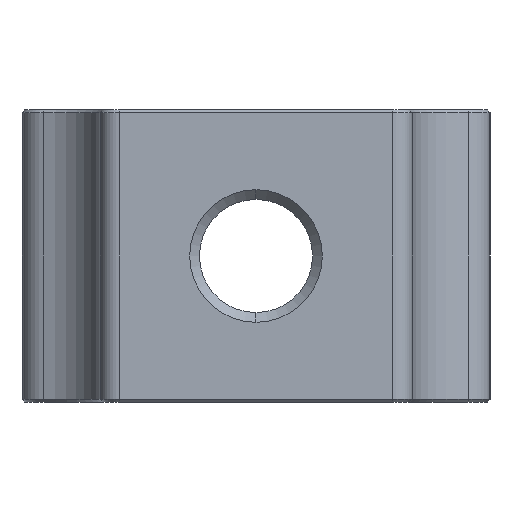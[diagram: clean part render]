
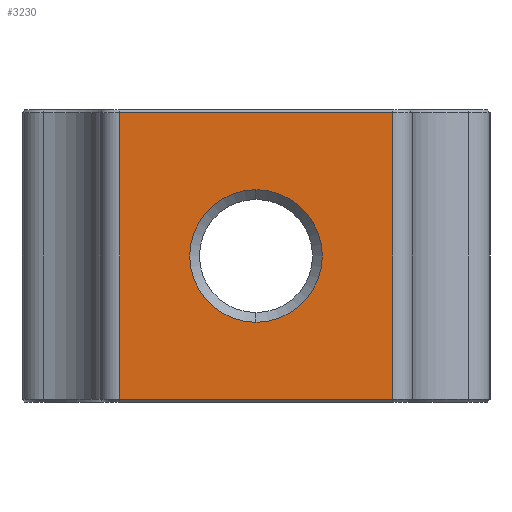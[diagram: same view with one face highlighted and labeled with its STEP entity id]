
A CAD part, left-side view. The second image highlights one B-rep face of the part: STEP entity #3230.
In plain terms, the highlighted planar face has unit normal (-1, 0, 0).
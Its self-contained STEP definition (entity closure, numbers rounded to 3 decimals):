
#85 = CARTESIAN_POINT ( 'NONE',  ( -48.5, 0., 0. ) ) ;
#91 = EDGE_CURVE ( 'NONE', #2068, #3072, #1205, .T. ) ;
#157 = VERTEX_POINT ( 'NONE', #5236 ) ;
#158 = EDGE_CURVE ( 'NONE', #3072, #4159, #1556, .T. ) ;
#227 = EDGE_CURVE ( 'NONE', #4159, #634, #2848, .T. ) ;
#278 = CARTESIAN_POINT ( 'NONE',  ( -48.5, 14., 14.7 ) ) ;
#380 = CARTESIAN_POINT ( 'NONE',  ( -48.5, 14., 14.7 ) ) ;
#381 = AXIS2_PLACEMENT_3D ( 'NONE', #85, #1727, #3374 ) ;
#634 = VERTEX_POINT ( 'NONE', #3548 ) ;
#794 = DIRECTION ( 'NONE',  ( 0., 0., 1. ) ) ;
#1031 = CARTESIAN_POINT ( 'NONE',  ( -48.5, 24., 15. ) ) ;
#1205 = LINE ( 'NONE', #2847, #4811 ) ;
#1316 = CIRCLE ( 'NONE', #381, 6.8 ) ;
#1381 = EDGE_CURVE ( 'NONE', #3343, #157, #1316, .T. ) ;
#1432 = AXIS2_PLACEMENT_3D ( 'NONE', #2416, #4056, #3861 ) ;
#1438 = ORIENTED_EDGE ( 'NONE', *, *, #91, .T. ) ;
#1439 = FACE_BOUND ( 'NONE', #4757, .T. ) ;
#1556 = LINE ( 'NONE', #3201, #3779 ) ;
#1727 = DIRECTION ( 'NONE',  ( 1., 0., 0. ) ) ;
#2027 = DIRECTION ( 'NONE',  ( 0., 1., 0. ) ) ;
#2068 = VERTEX_POINT ( 'NONE', #278 ) ;
#2069 = ORIENTED_EDGE ( 'NONE', *, *, #227, .T. ) ;
#2416 = CARTESIAN_POINT ( 'NONE',  ( -48.5, 0., 0. ) ) ;
#2460 = ORIENTED_EDGE ( 'NONE', *, *, #4269, .T. ) ;
#2677 = DIRECTION ( 'NONE',  ( 1., 0., 0. ) ) ;
#2847 = CARTESIAN_POINT ( 'NONE',  ( -48.5, 14., 15. ) ) ;
#2848 = LINE ( 'NONE', #4486, #4815 ) ;
#3072 = VERTEX_POINT ( 'NONE', #3734 ) ;
#3089 = FACE_OUTER_BOUND ( 'NONE', #3795, .T. ) ;
#3201 = CARTESIAN_POINT ( 'NONE',  ( -48.5, 24., -14.7 ) ) ;
#3230 = ADVANCED_FACE ( 'NONE', ( #1439, #3089 ), #4722, .F. ) ;
#3235 = AXIS2_PLACEMENT_3D ( 'NONE', #1031, #2677, #4309 ) ;
#3343 = VERTEX_POINT ( 'NONE', #4020 ) ;
#3374 = DIRECTION ( 'NONE',  ( 0., 0., -1. ) ) ;
#3406 = ORIENTED_EDGE ( 'NONE', *, *, #1381, .T. ) ;
#3548 = CARTESIAN_POINT ( 'NONE',  ( -48.5, -14., 14.7 ) ) ;
#3568 = CARTESIAN_POINT ( 'NONE',  ( -48.5, -14., -14.7 ) ) ;
#3622 = ORIENTED_EDGE ( 'NONE', *, *, #158, .T. ) ;
#3734 = CARTESIAN_POINT ( 'NONE',  ( -48.5, 14., -14.7 ) ) ;
#3755 = CIRCLE ( 'NONE', #1432, 6.8 ) ;
#3779 = VECTOR ( 'NONE', #4836, 1000. ) ;
#3795 = EDGE_LOOP ( 'NONE', ( #1438, #3622, #2069, #2460 ) ) ;
#3861 = DIRECTION ( 'NONE',  ( 0., 0., -1. ) ) ;
#4020 = CARTESIAN_POINT ( 'NONE',  ( -48.5, 0., 6.8 ) ) ;
#4056 = DIRECTION ( 'NONE',  ( 1., 0., 0. ) ) ;
#4067 = LINE ( 'NONE', #380, #4362 ) ;
#4159 = VERTEX_POINT ( 'NONE', #3568 ) ;
#4269 = EDGE_CURVE ( 'NONE', #634, #2068, #4067, .T. ) ;
#4309 = DIRECTION ( 'NONE',  ( 0., 0., -1. ) ) ;
#4362 = VECTOR ( 'NONE', #2027, 1000. ) ;
#4485 = DIRECTION ( 'NONE',  ( 0., 0., -1. ) ) ;
#4486 = CARTESIAN_POINT ( 'NONE',  ( -48.5, -14., 15. ) ) ;
#4722 = PLANE ( 'NONE',  #3235 ) ;
#4757 = EDGE_LOOP ( 'NONE', ( #3406, #5133 ) ) ;
#4811 = VECTOR ( 'NONE', #4485, 1000. ) ;
#4815 = VECTOR ( 'NONE', #794, 1000. ) ;
#4836 = DIRECTION ( 'NONE',  ( 0., -1., 0. ) ) ;
#5094 = EDGE_CURVE ( 'NONE', #157, #3343, #3755, .T. ) ;
#5133 = ORIENTED_EDGE ( 'NONE', *, *, #5094, .T. ) ;
#5236 = CARTESIAN_POINT ( 'NONE',  ( -48.5, 0., -6.8 ) ) ;
